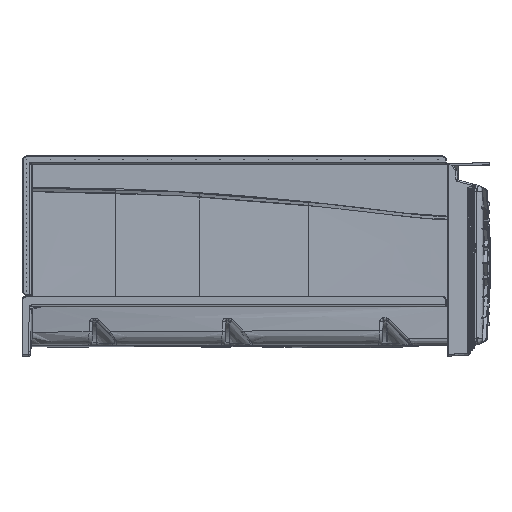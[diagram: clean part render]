
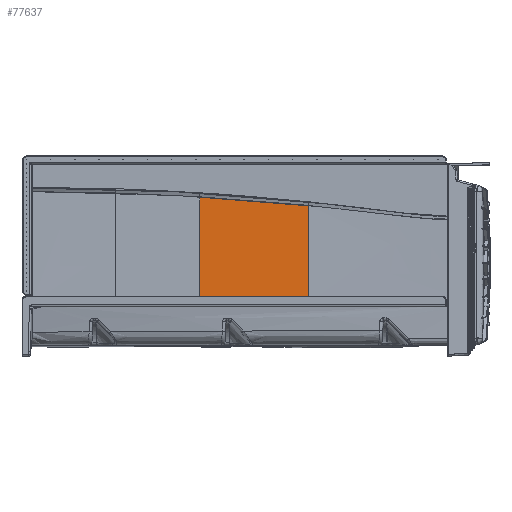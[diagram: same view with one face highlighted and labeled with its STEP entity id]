
A CAD part, left-side view. The second image highlights one B-rep face of the part: STEP entity #77637.
In plain terms, the highlighted free-form (B-spline) face has degree [3, 3] with [4, 4] control points.
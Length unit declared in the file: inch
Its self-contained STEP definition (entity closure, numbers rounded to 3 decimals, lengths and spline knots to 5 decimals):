
#67 = CARTESIAN_POINT ( 'NONE',  ( -0.12394, -45.96885, -19.06408 ) ) ;
#3448 = CARTESIAN_POINT ( 'NONE',  ( -0.05105, -28.03278, -13.53752 ) ) ;
#4863 = CARTESIAN_POINT ( 'NONE',  ( 0.01458, -45.96764, -2.95336 ) ) ;
#7058 = B_SPLINE_CURVE_WITH_KNOTS ( 'NONE', 3,
 ( #113647, #30712, #51844, #4863 ),
 .UNSPECIFIED., .F., .F.,
 ( 4, 4 ),
 ( 0.88404, 1.34101 ),
 .UNSPECIFIED. ) ;
#13150 = VERTEX_POINT ( 'NONE', #39252 ) ;
#14055 = CARTESIAN_POINT ( 'NONE',  ( 0.02564, -28.03345, -7.68398 ) ) ;
#20671 = CARTESIAN_POINT ( 'NONE',  ( -0.06822, -40.02705, -13.56358 ) ) ;
#23348 = CARTESIAN_POINT ( 'NONE',  ( -0.02519, -45.96799, -7.57358 ) ) ;
#24914 = ORIENTED_EDGE ( 'NONE', *, *, #41743, .T. ) ;
#26030 = CARTESIAN_POINT ( 'NONE',  ( 0.10638, -28.03416, -1.52659 ) ) ;
#30712 = CARTESIAN_POINT ( 'NONE',  ( 0.07579, -34.02035, -1.88707 ) ) ;
#31926 = CARTESIAN_POINT ( 'NONE',  ( 0.10723, -27.92616, -1.49691 ) ) ;
#36614 = CARTESIAN_POINT ( 'NONE',  ( 0.06605, -28.03381, -4.60143 ) ) ;
#37816 = CARTESIAN_POINT ( 'NONE',  ( -0.12483, -40.00464, -19.17049 ) ) ;
#39252 = CARTESIAN_POINT ( 'NONE',  ( -0.12394, -45.96885, -19.06408 ) ) ;
#40016 = EDGE_LOOP ( 'NONE', ( #126870, #24914, #68947, #125579 ) ) ;
#41743 = EDGE_CURVE ( 'NONE', #132904, #130975, #70726, .T. ) ;
#41783 = CARTESIAN_POINT ( 'NONE',  ( -0.12477, -27.86092, -19.1693 ) ) ;
#42396 = CARTESIAN_POINT ( 'NONE',  ( -0.10433, -45.96868, -16.77912 ) ) ;
#46469 = CARTESIAN_POINT ( 'NONE',  ( -0.08723, -28.03247, -16.3008 ) ) ;
#51844 = CARTESIAN_POINT ( 'NONE',  ( 0.04518, -39.99976, -2.36285 ) ) ;
#53041 = CARTESIAN_POINT ( 'NONE',  ( 0.00914, -33.97948, -7.63258 ) ) ;
#55264 = CARTESIAN_POINT ( 'NONE',  ( -0.12348, -31.15302, -19.06407 ) ) ;
#59679 = CARTESIAN_POINT ( 'NONE',  ( 0.01388, -46.13052, -2.95417 ) ) ;
#60858 = CARTESIAN_POINT ( 'NONE',  ( -0.12385, -43.11082, -19.06408 ) ) ;
#61465 = EDGE_CURVE ( 'NONE', #130975, #13150, #66775, .T. ) ;
#63582 = CARTESIAN_POINT ( 'NONE',  ( -0.0847, -45.96851, -14.49416 ) ) ;
#64354 = CARTESIAN_POINT ( 'NONE',  ( -0.1248, -33.93279, -19.16984 ) ) ;
#66775 = B_SPLINE_CURVE_WITH_KNOTS ( 'NONE', 3,
 ( #76486, #55264, #130977, #135882, #93409, #60858, #70053 ),
 .UNSPECIFIED., .F., .F.,
 ( 4, 3, 4 ),
 ( 0.70418, 0.94199, 1.15978 ),
 .UNSPECIFIED. ) ;
#67678 = CARTESIAN_POINT ( 'NONE',  ( 0.08621, -28.03398, -3.06401 ) ) ;
#68947 = ORIENTED_EDGE ( 'NONE', *, *, #61465, .T. ) ;
#70053 = CARTESIAN_POINT ( 'NONE',  ( -0.12394, -45.96885, -19.06408 ) ) ;
#70277 = CARTESIAN_POINT ( 'NONE',  ( 0.0299, -27.90441, -7.38771 ) ) ;
#70726 = B_SPLINE_CURVE_WITH_KNOTS ( 'NONE', 3,
 ( #26030, #67678, #36614, #134878, #14055, #81095, #100231, #3448, #46469, #79684 ),
 .UNSPECIFIED., .F., .F.,
 ( 4, 3, 3, 4 ),
 ( 0.00059, 0.11775, 0.2355, 0.44608 ),
 .UNSPECIFIED. ) ;
#76486 = CARTESIAN_POINT ( 'NONE',  ( -0.12339, -28.03215, -19.06407 ) ) ;
#77637 = ADVANCED_FACE ( 'NONE', ( #102855 ), #114821, .T. ) ;
#79684 = CARTESIAN_POINT ( 'NONE',  ( -0.12339, -28.03215, -19.06407 ) ) ;
#80911 = CARTESIAN_POINT ( 'NONE',  ( 0.07611, -34.00283, -1.86395 ) ) ;
#81095 = CARTESIAN_POINT ( 'NONE',  ( 0.00539, -28.03328, -9.22911 ) ) ;
#86427 = CARTESIAN_POINT ( 'NONE',  ( -0.12339, -28.03215, -19.06407 ) ) ;
#87602 = CARTESIAN_POINT ( 'NONE',  ( 0.01458, -45.96764, -2.95336 ) ) ;
#90111 = EDGE_CURVE ( 'NONE', #132904, #92828, #7058, .T. ) ;
#91519 = CARTESIAN_POINT ( 'NONE',  ( -0.01161, -40.04945, -7.95667 ) ) ;
#92828 = VERTEX_POINT ( 'NONE', #95711 ) ;
#93409 = CARTESIAN_POINT ( 'NONE',  ( -0.12376, -40.25278, -19.06408 ) ) ;
#95711 = CARTESIAN_POINT ( 'NONE',  ( 0.01458, -45.96764, -2.95336 ) ) ;
#96836 = CARTESIAN_POINT ( 'NONE',  ( -0.01194, -45.96787, -6.0335 ) ) ;
#98944 = CARTESIAN_POINT ( 'NONE',  ( -0.03849, -45.96811, -9.11878 ) ) ;
#100231 = CARTESIAN_POINT ( 'NONE',  ( -0.01485, -28.0331, -10.77424 ) ) ;
#102855 = FACE_OUTER_BOUND ( 'NONE', #40016, .T. ) ;
#105475 = CARTESIAN_POINT ( 'NONE',  ( -0.12486, -46.07649, -19.17127 ) ) ;
#107535 = CARTESIAN_POINT ( 'NONE',  ( -0.04743, -27.88267, -13.2785 ) ) ;
#109533 = CARTESIAN_POINT ( 'NONE',  ( 0.00132, -45.96776, -4.49343 ) ) ;
#113647 = CARTESIAN_POINT ( 'NONE',  ( 0.10638, -28.03416, -1.52659 ) ) ;
#114821 = B_SPLINE_SURFACE_WITH_KNOTS ( 'NONE', 3, 3, ( 
 ( #31926, #80911, #117447, #59679 ),
 ( #70277, #53041, #91519, #124076 ),
 ( #107535, #139358, #20671, #138665 ),
 ( #41783, #64354, #37816, #105475 ) ),
 .UNSPECIFIED., .F., .F., .F.,
 ( 4, 4 ),
 ( 4, 4 ),
 ( 0.03733, 0.99907 ),
 ( 0.38074, 0.62967 ),
 .UNSPECIFIED. ) ;
#117356 = CARTESIAN_POINT ( 'NONE',  ( -0.06506, -45.96834, -12.2092 ) ) ;
#117447 = CARTESIAN_POINT ( 'NONE',  ( 0.045, -40.07185, -2.34976 ) ) ;
#124076 = CARTESIAN_POINT ( 'NONE',  ( -0.03237, -46.11251, -8.35987 ) ) ;
#125579 = ORIENTED_EDGE ( 'NONE', *, *, #131420, .F. ) ;
#126870 = ORIENTED_EDGE ( 'NONE', *, *, #90111, .F. ) ;
#128343 = B_SPLINE_CURVE_WITH_KNOTS ( 'NONE', 3,
 ( #87602, #109533, #96836, #23348, #98944, #130778, #117356, #63582, #42396, #67 ),
 .UNSPECIFIED., .F., .F.,
 ( 4, 3, 3, 4 ),
 ( 0.00039, 0.11775, 0.2355, 0.40962 ),
 .UNSPECIFIED. ) ;
#129753 = CARTESIAN_POINT ( 'NONE',  ( 0.10638, -28.03416, -1.52659 ) ) ;
#130778 = CARTESIAN_POINT ( 'NONE',  ( -0.05178, -45.96822, -10.66399 ) ) ;
#130975 = VERTEX_POINT ( 'NONE', #86427 ) ;
#130977 = CARTESIAN_POINT ( 'NONE',  ( -0.12358, -34.27388, -19.06407 ) ) ;
#131420 = EDGE_CURVE ( 'NONE', #92828, #13150, #128343, .T. ) ;
#132904 = VERTEX_POINT ( 'NONE', #129753 ) ;
#134878 = CARTESIAN_POINT ( 'NONE',  ( 0.0459, -28.03363, -6.13885 ) ) ;
#135882 = CARTESIAN_POINT ( 'NONE',  ( -0.12367, -37.39474, -19.06407 ) ) ;
#138665 = CARTESIAN_POINT ( 'NONE',  ( -0.07862, -46.0945, -13.76557 ) ) ;
#139358 = CARTESIAN_POINT ( 'NONE',  ( -0.05783, -33.95613, -13.40121 ) ) ;
